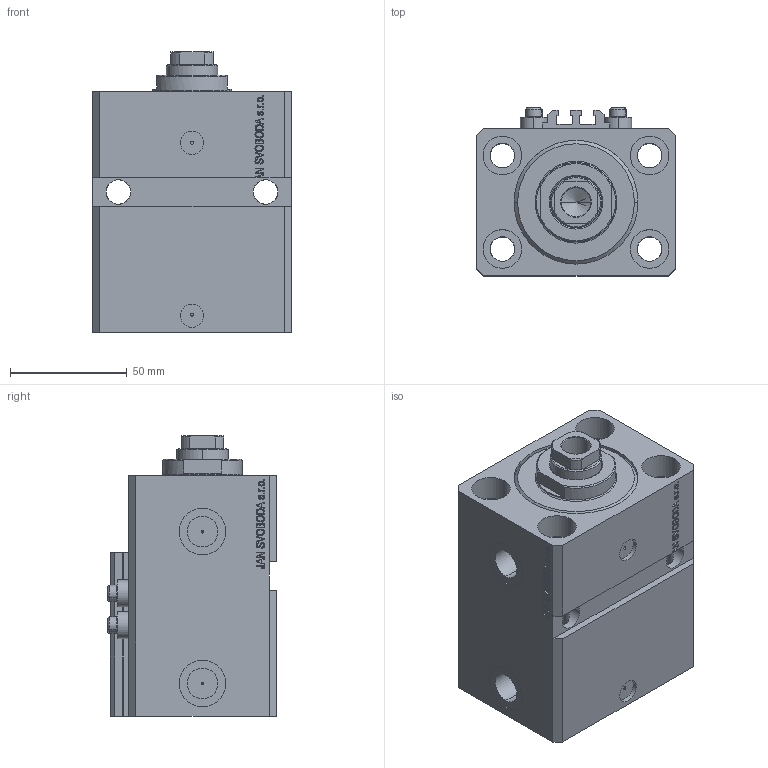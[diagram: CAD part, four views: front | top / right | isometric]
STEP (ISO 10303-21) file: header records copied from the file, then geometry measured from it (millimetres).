
FILE_DESCRIPTION (( 'STEP AP203' ), '1' );
FILE_NAME ('397a.STEP', '2024-05-14T11:12:14', ( '' ), ( '' ), 'SwSTEP 2.0', 'SolidWorks 2019', '' );
FILE_SCHEMA (( 'CONFIG_CONTROL_DESIGN' ));
Length unit declared in the file: millimetre
Products named in the file (5): ALLEN BOLT V250CE 645b605d972cafaed367daefb761b91e; V250CE_VC_E 645b605d972cafaed367daefb761b91e; 397a; V250CE_C_VCP 645b605d972cafaed367daefb761b91e; V250CE_E_Body 645b605d972cafaed367daefb761b91e
Assembly tree (7 placements, depth 2):
  397a
    V250CE_E_Body 645b605d972cafaed367daefb761b91e
    ALLEN BOLT V250CE 645b605d972cafaed367daefb761b91e  x4
    V250CE_C_VCP 645b605d972cafaed367daefb761b91e
    V250CE_VC_E 645b605d972cafaed367daefb761b91e
Bounding box: 85 x 72 x 120 mm (x, y, z)
Volume: 476033.3 mm3; surface area: 104107.9 mm2
Topology: 8 solids, 8 shells, 1103 faces, 2767 edges, 1797 vertices
Faces by surface type: plane 539, bspline 356, cylinder 138, cone 56, torus 14
Entity records: 48125 total; most frequent: CARTESIAN_POINT 25016, ORIENTED_EDGE 5224, DIRECTION 3458, EDGE_CURVE 2612, VERTEX_POINT 1713, LINE 1596, VECTOR 1596, EDGE_LOOP 1167
